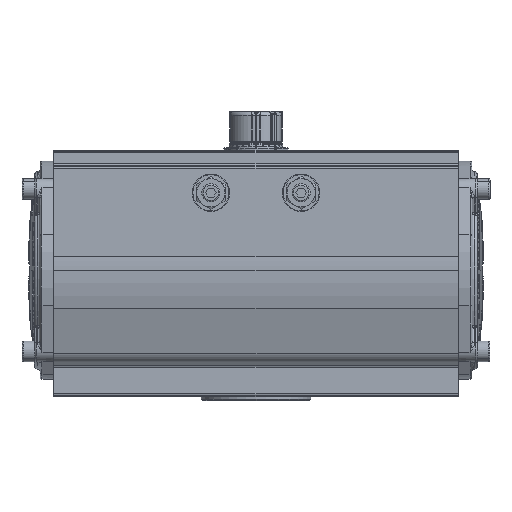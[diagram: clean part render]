
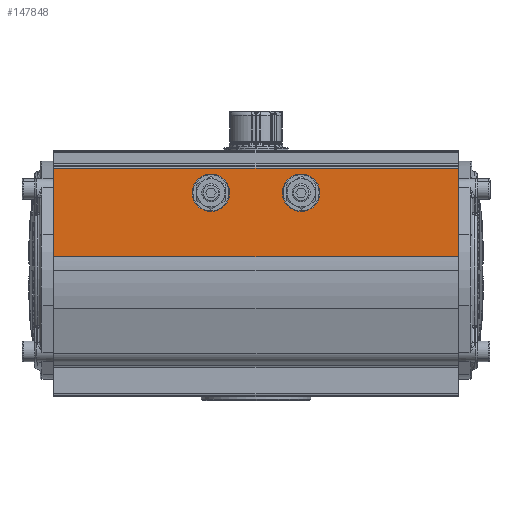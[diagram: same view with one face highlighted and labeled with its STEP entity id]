
A CAD part, top view. The second image highlights one B-rep face of the part: STEP entity #147848.
In plain terms, the highlighted face is planar.
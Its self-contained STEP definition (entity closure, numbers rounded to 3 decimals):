
#654 = CARTESIAN_POINT ( 'NONE',  ( -60.876, 49.177, 47.5 ) ) ;
#844 = CARTESIAN_POINT ( 'NONE',  ( -60.876, -35.323, 33. ) ) ;
#932 = CARTESIAN_POINT ( 'NONE',  ( -60.876, -20.823, 47.5 ) ) ;
#1979 = DIRECTION ( 'NONE',  ( 0., 0., -1. ) ) ;
#1980 = DIRECTION ( 'NONE',  ( 1., 0., 0. ) ) ;
#1989 = AXIS2_PLACEMENT_3D ( 'NONE', #2002, #1980, #1979 ) ;
#2002 = CARTESIAN_POINT ( 'NONE',  ( -60.876, -35.323, 47.5 ) ) ;
#2005 = CIRCLE ( 'NONE', #1989, 14.5 ) ;
#2149 = CARTESIAN_POINT ( 'NONE',  ( -60.876, 34.677, 33. ) ) ;
#4573 = DIRECTION ( 'NONE',  ( 0., 0., -1. ) ) ;
#4588 = CARTESIAN_POINT ( 'NONE',  ( -60.876, 34.677, 47.5 ) ) ;
#4591 = AXIS2_PLACEMENT_3D ( 'NONE', #4588, #4599, #4573 ) ;
#4599 = DIRECTION ( 'NONE',  ( 1., 0., 0. ) ) ;
#4609 = CIRCLE ( 'NONE', #4591, 14.5 ) ;
#14429 = CARTESIAN_POINT ( 'NONE',  ( -60.876, 20.177, 47.5 ) ) ;
#14434 = CARTESIAN_POINT ( 'NONE',  ( -60.876, -157.323, 66.5 ) ) ;
#14471 = DIRECTION ( 'NONE',  ( 0., 0., -1. ) ) ;
#14472 = DIRECTION ( 'NONE',  ( 1., 0., 0. ) ) ;
#14474 = CARTESIAN_POINT ( 'NONE',  ( -60.876, -35.323, 47.5 ) ) ;
#14476 = AXIS2_PLACEMENT_3D ( 'NONE', #14474, #14472, #14471 ) ;
#14486 = CIRCLE ( 'NONE', #14476, 14.5 ) ;
#14488 = DIRECTION ( 'NONE',  ( 0., 1., 0. ) ) ;
#14489 = VECTOR ( 'NONE', #14488, 1000. ) ;
#14490 = CARTESIAN_POINT ( 'NONE',  ( -60.876, -0.323, 66.5 ) ) ;
#14491 = LINE ( 'NONE', #14490, #14489 ) ;
#14525 = AXIS2_PLACEMENT_3D ( 'NONE', #14543, #14591, #14590 ) ;
#14533 = CIRCLE ( 'NONE', #14525, 14.5 ) ;
#14543 = CARTESIAN_POINT ( 'NONE',  ( -60.876, 34.677, 47.5 ) ) ;
#14560 = DIRECTION ( 'NONE',  ( 0., 0., -1. ) ) ;
#14561 = DIRECTION ( 'NONE',  ( 1., 0., 0. ) ) ;
#14562 = AXIS2_PLACEMENT_3D ( 'NONE', #14567, #14561, #14560 ) ;
#14567 = CARTESIAN_POINT ( 'NONE',  ( -60.876, -35.323, 47.5 ) ) ;
#14569 = AXIS2_PLACEMENT_3D ( 'NONE', #14617, #14616, #14615 ) ;
#14575 = CARTESIAN_POINT ( 'NONE',  ( -60.876, -49.823, 47.5 ) ) ;
#14583 = CIRCLE ( 'NONE', #14569, 14.5 ) ;
#14588 = CIRCLE ( 'NONE', #14562, 14.5 ) ;
#14590 = DIRECTION ( 'NONE',  ( 0., 0., -1. ) ) ;
#14591 = DIRECTION ( 'NONE',  ( 1., 0., 0. ) ) ;
#14615 = DIRECTION ( 'NONE',  ( 0., 0., -1. ) ) ;
#14616 = DIRECTION ( 'NONE',  ( 1., 0., 0. ) ) ;
#14617 = CARTESIAN_POINT ( 'NONE',  ( -60.876, 34.677, 47.5 ) ) ;
#14627 = CARTESIAN_POINT ( 'NONE',  ( -60.876, 156.677, 66.5 ) ) ;
#51634 = VERTEX_POINT ( 'NONE', #654 ) ;
#51681 = VERTEX_POINT ( 'NONE', #844 ) ;
#51684 = VERTEX_POINT ( 'NONE', #932 ) ;
#51952 = EDGE_CURVE ( 'NONE', #51681, #51684, #2005, .T. ) ;
#52017 = VERTEX_POINT ( 'NONE', #2149 ) ;
#52504 = EDGE_CURVE ( 'NONE', #52017, #51634, #4609, .T. ) ;
#68571 = EDGE_CURVE ( 'NONE', #68576, #68703, #14491, .T. ) ;
#68576 = VERTEX_POINT ( 'NONE', #14434 ) ;
#68580 = VERTEX_POINT ( 'NONE', #14429 ) ;
#68587 = EDGE_CURVE ( 'NONE', #51684, #68674, #14486, .T. ) ;
#68648 = EDGE_CURVE ( 'NONE', #51634, #68580, #14533, .T. ) ;
#68671 = EDGE_CURVE ( 'NONE', #68674, #51681, #14588, .T. ) ;
#68674 = VERTEX_POINT ( 'NONE', #14575 ) ;
#68687 = EDGE_CURVE ( 'NONE', #68580, #52017, #14583, .T. ) ;
#68703 = VERTEX_POINT ( 'NONE', #14627 ) ;
#135510 = CARTESIAN_POINT ( 'NONE',  ( -60.876, 156.677, -2.265 ) ) ;
#135786 = DIRECTION ( 'NONE',  ( 0., -1., 0. ) ) ;
#135788 = VECTOR ( 'NONE', #135786, 1000. ) ;
#135790 = CARTESIAN_POINT ( 'NONE',  ( -60.876, -0.323, -2.265 ) ) ;
#135792 = LINE ( 'NONE', #135790, #135788 ) ;
#135822 = CARTESIAN_POINT ( 'NONE',  ( -60.876, -157.323, -2.265 ) ) ;
#135831 = FACE_BOUND ( 'NONE', #147353, .T. ) ;
#135832 = FACE_OUTER_BOUND ( 'NONE', #147599, .T. ) ;
#135838 = PLANE ( 'NONE',  #135934 ) ;
#135854 = FACE_BOUND ( 'NONE', #146833, .T. ) ;
#135856 = DIRECTION ( 'NONE',  ( 0., 0., 1. ) ) ;
#135857 = VECTOR ( 'NONE', #135856, 1000. ) ;
#135859 = CARTESIAN_POINT ( 'NONE',  ( -60.876, -157.323, -5.308 ) ) ;
#135860 = LINE ( 'NONE', #135859, #135857 ) ;
#135864 = DIRECTION ( 'NONE',  ( 0., 0., -1. ) ) ;
#135865 = VECTOR ( 'NONE', #135864, 1000. ) ;
#135866 = CARTESIAN_POINT ( 'NONE',  ( -60.876, 156.677, 51.769 ) ) ;
#135867 = LINE ( 'NONE', #135866, #135865 ) ;
#135930 = DIRECTION ( 'NONE',  ( 0., 0., 1. ) ) ;
#135931 = DIRECTION ( 'NONE',  ( -1., 0., 0. ) ) ;
#135932 = CARTESIAN_POINT ( 'NONE',  ( -60.876, -0.323, 68.5 ) ) ;
#135934 = AXIS2_PLACEMENT_3D ( 'NONE', #135932, #135931, #135930 ) ;
#146177 = VERTEX_POINT ( 'NONE', #135510 ) ;
#146833 = EDGE_LOOP ( 'NONE', ( #147398, #147845, #147822 ) ) ;
#147353 = EDGE_LOOP ( 'NONE', ( #147610, #147589, #147593 ) ) ;
#147370 = VERTEX_POINT ( 'NONE', #135822 ) ;
#147382 = EDGE_CURVE ( 'NONE', #146177, #147370, #135792, .T. ) ;
#147398 = ORIENTED_EDGE ( 'NONE', *, *, #68687, .T. ) ;
#147565 = EDGE_CURVE ( 'NONE', #68703, #146177, #135867, .T. ) ;
#147589 = ORIENTED_EDGE ( 'NONE', *, *, #51952, .T. ) ;
#147592 = EDGE_CURVE ( 'NONE', #147370, #68576, #135860, .T. ) ;
#147593 = ORIENTED_EDGE ( 'NONE', *, *, #68587, .T. ) ;
#147596 = ORIENTED_EDGE ( 'NONE', *, *, #147382, .T. ) ;
#147599 = EDGE_LOOP ( 'NONE', ( #147596, #147846, #147600, #148248 ) ) ;
#147600 = ORIENTED_EDGE ( 'NONE', *, *, #68571, .T. ) ;
#147610 = ORIENTED_EDGE ( 'NONE', *, *, #68671, .T. ) ;
#147822 = ORIENTED_EDGE ( 'NONE', *, *, #68648, .T. ) ;
#147845 = ORIENTED_EDGE ( 'NONE', *, *, #52504, .T. ) ;
#147846 = ORIENTED_EDGE ( 'NONE', *, *, #147592, .T. ) ;
#147848 = ADVANCED_FACE ( 'NONE', ( #135854, #135831, #135832 ), #135838, .T. ) ;
#148248 = ORIENTED_EDGE ( 'NONE', *, *, #147565, .T. ) ;
